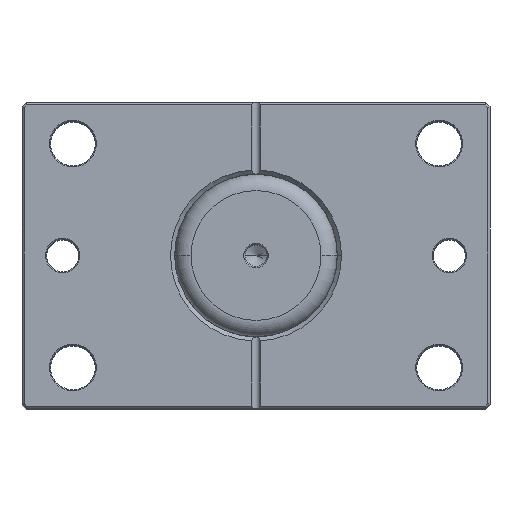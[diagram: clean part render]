
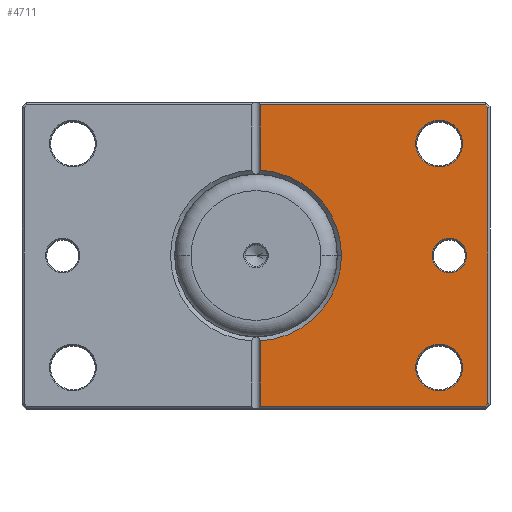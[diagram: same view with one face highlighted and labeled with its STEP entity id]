
A CAD part, top view. The second image highlights one B-rep face of the part: STEP entity #4711.
In plain terms, the highlighted face is planar.
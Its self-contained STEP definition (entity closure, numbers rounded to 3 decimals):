
#34 = EDGE_CURVE ( 'NONE', #3092, #1720, #3423, .T. ) ;
#73 = DIRECTION ( 'NONE',  ( 1., 0., 0. ) ) ;
#88 = FACE_BOUND ( 'NONE', #3775, .T. ) ;
#133 = VERTEX_POINT ( 'NONE', #5812 ) ;
#153 = EDGE_LOOP ( 'NONE', ( #5479, #4266 ) ) ;
#250 = CIRCLE ( 'NONE', #5133, 11.5 ) ;
#253 = VERTEX_POINT ( 'NONE', #3514 ) ;
#398 = DIRECTION ( 'NONE',  ( 0., 0., 1. ) ) ;
#413 = ORIENTED_EDGE ( 'NONE', *, *, #2227, .T. ) ;
#441 = DIRECTION ( 'NONE',  ( 1., 0., 0. ) ) ;
#530 = CIRCLE ( 'NONE', #5310, 8.5 ) ;
#565 = VECTOR ( 'NONE', #3126, 1000. ) ;
#600 = ORIENTED_EDGE ( 'NONE', *, *, #4902, .T. ) ;
#730 = VERTEX_POINT ( 'NONE', #2793 ) ;
#739 = DIRECTION ( 'NONE',  ( 0.707, 0.707, 0. ) ) ;
#757 = CARTESIAN_POINT ( 'NONE',  ( -93.293, -93.293, 0. ) ) ;
#915 = EDGE_CURVE ( 'NONE', #3525, #4643, #5035, .T. ) ;
#924 = AXIS2_PLACEMENT_3D ( 'NONE', #6522, #6567, #3226 ) ;
#988 = ORIENTED_EDGE ( 'NONE', *, *, #6781, .T. ) ;
#1007 = AXIS2_PLACEMENT_3D ( 'NONE', #5563, #2204, #6109 ) ;
#1012 = DIRECTION ( 'NONE',  ( 0., 0., 1. ) ) ;
#1110 = ORIENTED_EDGE ( 'NONE', *, *, #4098, .T. ) ;
#1160 = DIRECTION ( 'NONE',  ( 0., 0., 1. ) ) ;
#1216 = AXIS2_PLACEMENT_3D ( 'NONE', #4971, #1629, #5541 ) ;
#1415 = CARTESIAN_POINT ( 'NONE',  ( -112.586, 74., 0. ) ) ;
#1430 = VERTEX_POINT ( 'NONE', #2040 ) ;
#1493 = EDGE_CURVE ( 'NONE', #1430, #6104, #530, .T. ) ;
#1510 = CIRCLE ( 'NONE', #6264, 11.5 ) ;
#1610 = VERTEX_POINT ( 'NONE', #6906 ) ;
#1629 = DIRECTION ( 'NONE',  ( 0., 0., 1. ) ) ;
#1668 = EDGE_CURVE ( 'NONE', #730, #133, #3898, .T. ) ;
#1699 = VECTOR ( 'NONE', #3142, 1000. ) ;
#1720 = VERTEX_POINT ( 'NONE', #3794 ) ;
#1740 = ORIENTED_EDGE ( 'NONE', *, *, #5117, .T. ) ;
#1855 = LINE ( 'NONE', #4428, #2029 ) ;
#2023 = ORIENTED_EDGE ( 'NONE', *, *, #1493, .T. ) ;
#2029 = VECTOR ( 'NONE', #5554, 1000. ) ;
#2040 = CARTESIAN_POINT ( 'NONE',  ( -103.5, 0., 0. ) ) ;
#2166 = LINE ( 'NONE', #5905, #565 ) ;
#2204 = DIRECTION ( 'NONE',  ( 0., 0., 1. ) ) ;
#2227 = EDGE_CURVE ( 'NONE', #4358, #3092, #5381, .T. ) ;
#2266 = EDGE_CURVE ( 'NONE', #253, #2267, #3716, .T. ) ;
#2267 = VERTEX_POINT ( 'NONE', #3529 ) ;
#2271 = CARTESIAN_POINT ( 'NONE',  ( -2., 75., 0. ) ) ;
#2308 = CIRCLE ( 'NONE', #1007, 8.5 ) ;
#2531 = CARTESIAN_POINT ( 'NONE',  ( -2., 41.952, 0. ) ) ;
#2793 = CARTESIAN_POINT ( 'NONE',  ( -78.5, 55., 0. ) ) ;
#2886 = CARTESIAN_POINT ( 'NONE',  ( -86.5, 0., 0. ) ) ;
#2963 = DIRECTION ( 'NONE',  ( -0.707, 0.707, 0. ) ) ;
#2973 = AXIS2_PLACEMENT_3D ( 'NONE', #5383, #5327, #3671 ) ;
#3005 = FACE_BOUND ( 'NONE', #4604, .T. ) ;
#3092 = VERTEX_POINT ( 'NONE', #1415 ) ;
#3126 = DIRECTION ( 'NONE',  ( 0., -1., 0. ) ) ;
#3142 = DIRECTION ( 'NONE',  ( -1., 0., 0. ) ) ;
#3187 = LINE ( 'NONE', #6479, #1699 ) ;
#3200 = CIRCLE ( 'NONE', #5794, 11.5 ) ;
#3226 = DIRECTION ( 'NONE',  ( 1., 0., 0. ) ) ;
#3301 = AXIS2_PLACEMENT_3D ( 'NONE', #3864, #398, #5431 ) ;
#3367 = CARTESIAN_POINT ( 'NONE',  ( -95., 0., 0. ) ) ;
#3368 = DIRECTION ( 'NONE',  ( 0., 0., 1. ) ) ;
#3389 = ORIENTED_EDGE ( 'NONE', *, *, #1668, .T. ) ;
#3423 = LINE ( 'NONE', #5488, #6373 ) ;
#3439 = EDGE_CURVE ( 'NONE', #6581, #3525, #5062, .T. ) ;
#3514 = CARTESIAN_POINT ( 'NONE',  ( -112.586, -74., 0. ) ) ;
#3525 = VERTEX_POINT ( 'NONE', #5571 ) ;
#3529 = CARTESIAN_POINT ( 'NONE',  ( -114., -72.586, 0. ) ) ;
#3556 = VECTOR ( 'NONE', #2963, 1000. ) ;
#3671 = DIRECTION ( 'NONE',  ( 1., 0., 0. ) ) ;
#3716 = LINE ( 'NONE', #757, #3556 ) ;
#3740 = DIRECTION ( 'NONE',  ( 0., 0., 1. ) ) ;
#3772 = ORIENTED_EDGE ( 'NONE', *, *, #3439, .T. ) ;
#3775 = EDGE_LOOP ( 'NONE', ( #2023, #988 ) ) ;
#3793 = ORIENTED_EDGE ( 'NONE', *, *, #2266, .T. ) ;
#3794 = CARTESIAN_POINT ( 'NONE',  ( -2., 74., 0. ) ) ;
#3864 = CARTESIAN_POINT ( 'NONE',  ( -90., 55., 0. ) ) ;
#3898 = CIRCLE ( 'NONE', #3301, 11.5 ) ;
#4098 = EDGE_CURVE ( 'NONE', #4643, #1610, #2166, .T. ) ;
#4266 = ORIENTED_EDGE ( 'NONE', *, *, #5696, .T. ) ;
#4285 = DIRECTION ( 'NONE',  ( 1., 0., 0. ) ) ;
#4306 = FACE_BOUND ( 'NONE', #153, .T. ) ;
#4323 = CARTESIAN_POINT ( 'NONE',  ( -90., 55., 0. ) ) ;
#4358 = VERTEX_POINT ( 'NONE', #6134 ) ;
#4428 = CARTESIAN_POINT ( 'NONE',  ( -114., 0., 0. ) ) ;
#4442 = DIRECTION ( 'NONE',  ( 1., 0., 0. ) ) ;
#4604 = EDGE_LOOP ( 'NONE', ( #5151, #3389 ) ) ;
#4643 = VERTEX_POINT ( 'NONE', #5303 ) ;
#4668 = EDGE_CURVE ( 'NONE', #5528, #6894, #250, .T. ) ;
#4703 = EDGE_CURVE ( 'NONE', #133, #730, #1510, .T. ) ;
#4711 = ADVANCED_FACE ( 'NONE', ( #88, #4306, #3005, #5800 ), #5449, .F. ) ;
#4716 = ORIENTED_EDGE ( 'NONE', *, *, #34, .T. ) ;
#4806 = CARTESIAN_POINT ( 'NONE',  ( -101.5, -55., 0. ) ) ;
#4825 = ORIENTED_EDGE ( 'NONE', *, *, #6662, .T. ) ;
#4882 = DIRECTION ( 'NONE',  ( 1., 0., 0. ) ) ;
#4902 = EDGE_CURVE ( 'NONE', #1720, #6581, #6395, .T. ) ;
#4971 = CARTESIAN_POINT ( 'NONE',  ( 0., 0., 0. ) ) ;
#5035 = CIRCLE ( 'NONE', #2973, 42. ) ;
#5062 = CIRCLE ( 'NONE', #1216, 42. ) ;
#5117 = EDGE_CURVE ( 'NONE', #2267, #4358, #1855, .T. ) ;
#5133 = AXIS2_PLACEMENT_3D ( 'NONE', #7093, #3740, #441 ) ;
#5147 = CARTESIAN_POINT ( 'NONE',  ( -93.293, 93.293, 0. ) ) ;
#5151 = ORIENTED_EDGE ( 'NONE', *, *, #4703, .T. ) ;
#5198 = VECTOR ( 'NONE', #739, 1000. ) ;
#5303 = CARTESIAN_POINT ( 'NONE',  ( -2., -41.952, 0. ) ) ;
#5310 = AXIS2_PLACEMENT_3D ( 'NONE', #3367, #1160, #4442 ) ;
#5327 = DIRECTION ( 'NONE',  ( 0., 0., 1. ) ) ;
#5381 = LINE ( 'NONE', #5147, #5198 ) ;
#5383 = CARTESIAN_POINT ( 'NONE',  ( 0., 0., 0. ) ) ;
#5431 = DIRECTION ( 'NONE',  ( 1., 0., 0. ) ) ;
#5449 = PLANE ( 'NONE',  #924 ) ;
#5479 = ORIENTED_EDGE ( 'NONE', *, *, #4668, .T. ) ;
#5488 = CARTESIAN_POINT ( 'NONE',  ( 0., 74., 0. ) ) ;
#5528 = VERTEX_POINT ( 'NONE', #4806 ) ;
#5541 = DIRECTION ( 'NONE',  ( 1., 0., 0. ) ) ;
#5554 = DIRECTION ( 'NONE',  ( 0., 1., 0. ) ) ;
#5563 = CARTESIAN_POINT ( 'NONE',  ( -95., 0., 0. ) ) ;
#5571 = CARTESIAN_POINT ( 'NONE',  ( -42., 0., 0. ) ) ;
#5696 = EDGE_CURVE ( 'NONE', #6894, #5528, #3200, .T. ) ;
#5794 = AXIS2_PLACEMENT_3D ( 'NONE', #6714, #3368, #73 ) ;
#5800 = FACE_OUTER_BOUND ( 'NONE', #5971, .T. ) ;
#5812 = CARTESIAN_POINT ( 'NONE',  ( -101.5, 55., 0. ) ) ;
#5880 = VECTOR ( 'NONE', #6726, 1000. ) ;
#5905 = CARTESIAN_POINT ( 'NONE',  ( -2., 75., 0. ) ) ;
#5971 = EDGE_LOOP ( 'NONE', ( #600, #3772, #6848, #1110, #4825, #3793, #1740, #413, #4716 ) ) ;
#6104 = VERTEX_POINT ( 'NONE', #2886 ) ;
#6109 = DIRECTION ( 'NONE',  ( 1., 0., 0. ) ) ;
#6134 = CARTESIAN_POINT ( 'NONE',  ( -114., 72.586, 0. ) ) ;
#6264 = AXIS2_PLACEMENT_3D ( 'NONE', #4323, #1012, #4882 ) ;
#6373 = VECTOR ( 'NONE', #4285, 1000. ) ;
#6395 = LINE ( 'NONE', #2271, #5880 ) ;
#6479 = CARTESIAN_POINT ( 'NONE',  ( 0., -74., 0. ) ) ;
#6522 = CARTESIAN_POINT ( 'NONE',  ( 0., 0., 0. ) ) ;
#6567 = DIRECTION ( 'NONE',  ( 0., 0., 1. ) ) ;
#6581 = VERTEX_POINT ( 'NONE', #2531 ) ;
#6662 = EDGE_CURVE ( 'NONE', #1610, #253, #3187, .T. ) ;
#6714 = CARTESIAN_POINT ( 'NONE',  ( -90., -55., 0. ) ) ;
#6726 = DIRECTION ( 'NONE',  ( 0., -1., 0. ) ) ;
#6757 = CARTESIAN_POINT ( 'NONE',  ( -78.5, -55., 0. ) ) ;
#6781 = EDGE_CURVE ( 'NONE', #6104, #1430, #2308, .T. ) ;
#6848 = ORIENTED_EDGE ( 'NONE', *, *, #915, .T. ) ;
#6894 = VERTEX_POINT ( 'NONE', #6757 ) ;
#6906 = CARTESIAN_POINT ( 'NONE',  ( -2., -74., 0. ) ) ;
#7093 = CARTESIAN_POINT ( 'NONE',  ( -90., -55., 0. ) ) ;
